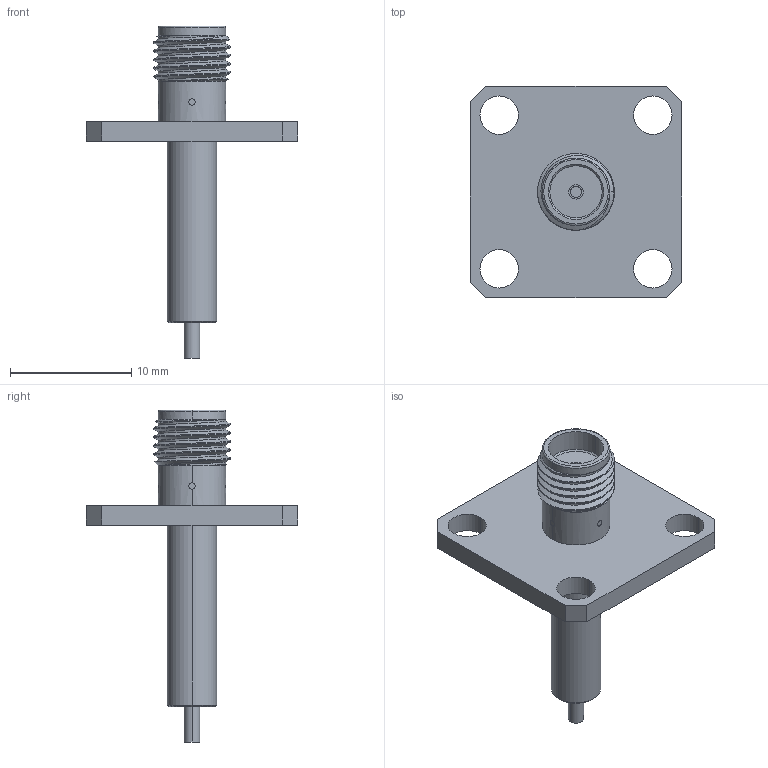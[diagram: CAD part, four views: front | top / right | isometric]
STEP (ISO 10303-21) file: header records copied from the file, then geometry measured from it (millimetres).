
FILE_DESCRIPTION (( 'STEP AP214' ), '1' );
FILE_NAME ('FMCN4405_3D.STEP', '2023-01-05T20:57:08', ( '' ), ( '' ), 'SwSTEP 2.0', 'SolidWorks 2022', '' );
FILE_SCHEMA (( 'AUTOMOTIVE_DESIGN' ));
Length unit declared in the file: inch
Products named in the file (1): FMCN4405_3D
Bounding box: 17.48 x 17.48 x 27.43 mm (x, y, z)
Volume: 816.8 mm3; surface area: 1142.7 mm2
Topology: 1 solids, 1 shells, 78 faces, 184 edges, 117 vertices
Faces by surface type: cylinder 34, plane 21, cone 18, bspline 3, torus 2
Entity records: 4041 total; most frequent: CARTESIAN_POINT 2253, ORIENTED_EDGE 368, DIRECTION 353, EDGE_CURVE 184, AXIS2_PLACEMENT_3D 139, VERTEX_POINT 117, EDGE_LOOP 95, ADVANCED_FACE 78
